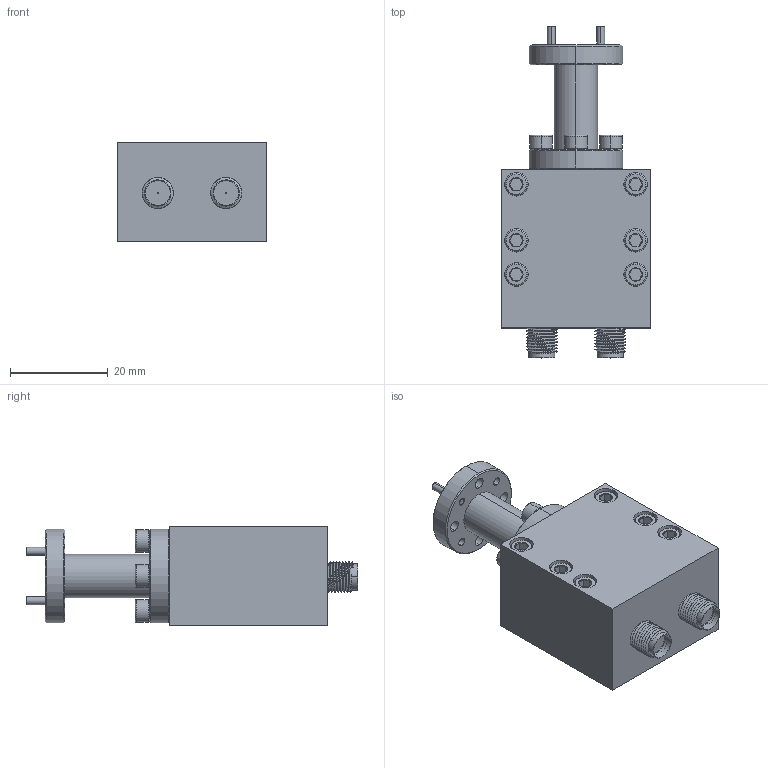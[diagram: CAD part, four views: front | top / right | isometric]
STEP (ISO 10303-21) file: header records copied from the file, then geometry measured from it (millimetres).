
FILE_DESCRIPTION (( 'STEP AP214' ), '1' );
FILE_NAME ('FH-E2-A-3, Defeatured.STEP', '2026-01-09T20:44:50', ( '' ), ( '' ), 'SwSTEP 2.0', 'SolidWorks 2021', '' );
FILE_SCHEMA (( 'AUTOMOTIVE_DESIGN' ));
Length unit declared in the file: inch
Products named in the file (1): FH-E2-A-3, Defeatured
Bounding box: 30.48 x 67.79 x 20.32 mm (x, y, z)
Volume: 23232.6 mm3; surface area: 8865.5 mm2
Topology: 11 solids, 17 shells, 552 faces, 1214 edges, 732 vertices
Faces by surface type: cylinder 234, plane 160, cone 146, torus 8, bspline 4
Entity records: 24211 total; most frequent: CARTESIAN_POINT 4977, DIRECTION 2688, ORIENTED_EDGE 2396, EDGE_CURVE 1198, AXIS2_PLACEMENT_3D 1079, VERTEX_POINT 732, EDGE_LOOP 648, FACE_OUTER_BOUND 552
